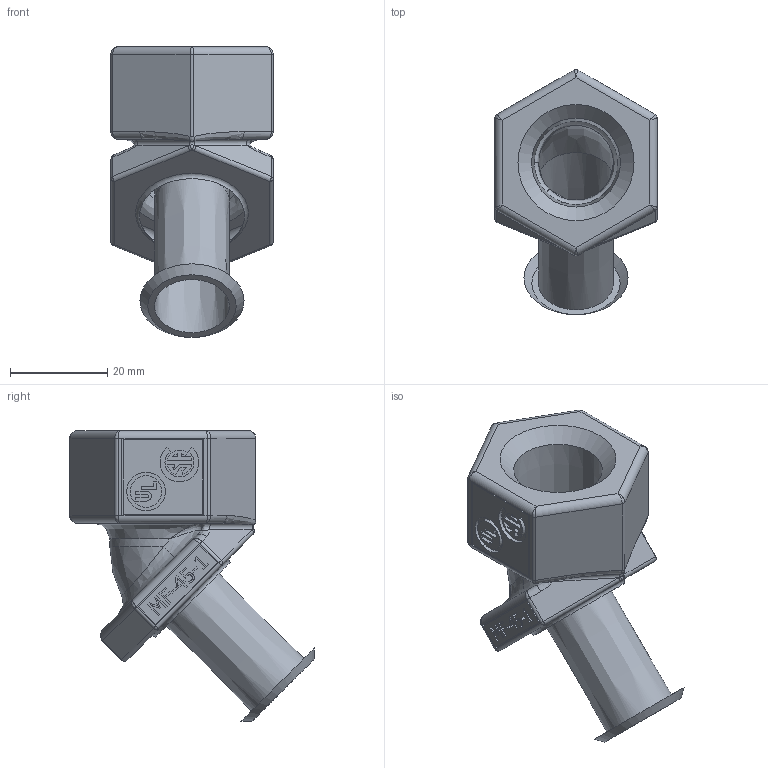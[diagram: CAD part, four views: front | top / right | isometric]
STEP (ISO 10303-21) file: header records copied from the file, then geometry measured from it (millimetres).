
FILE_DESCRIPTION(/* description */ (''),/* implementation_level */ '2;1');
FILE_NAME(/* name */ 'MF-45-1.ipt.stp',/* time_stamp */ '2021-03-17T11:49:23+05:00',/* author */ ('CJM'),/* organization */ (''),/* preprocessor_version */ 'ST-DEVELOPER v18',/* originating_system */ 'Autodesk Inventor 2020',/* authorisation */ '');
FILE_SCHEMA (('AUTOMOTIVE_DESIGN { 1 0 10303 214 3 1 1 }'));
Length unit declared in the file: inch
Products named in the file (1): MF-45-1
Bounding box: 33.34 x 50.25 x 59.7 mm (x, y, z)
Volume: 25382.5 mm3; surface area: 11255.6 mm2
Topology: 1 solids, 1 shells, 650 faces, 1705 edges, 1090 vertices
Faces by surface type: plane 410, bspline 178, cylinder 51, sphere 6, cone 4, torus 1
Full cylindrical faces by diameter (mm): 6.469 x1, 7.938 x1
Entity records: 21970 total; most frequent: CARTESIAN_POINT 7069, ORIENTED_EDGE 3372, DIRECTION 2463, EDGE_CURVE 1686, LINE 1235, VECTOR 1235, VERTEX_POINT 1090, EDGE_LOOP 704
